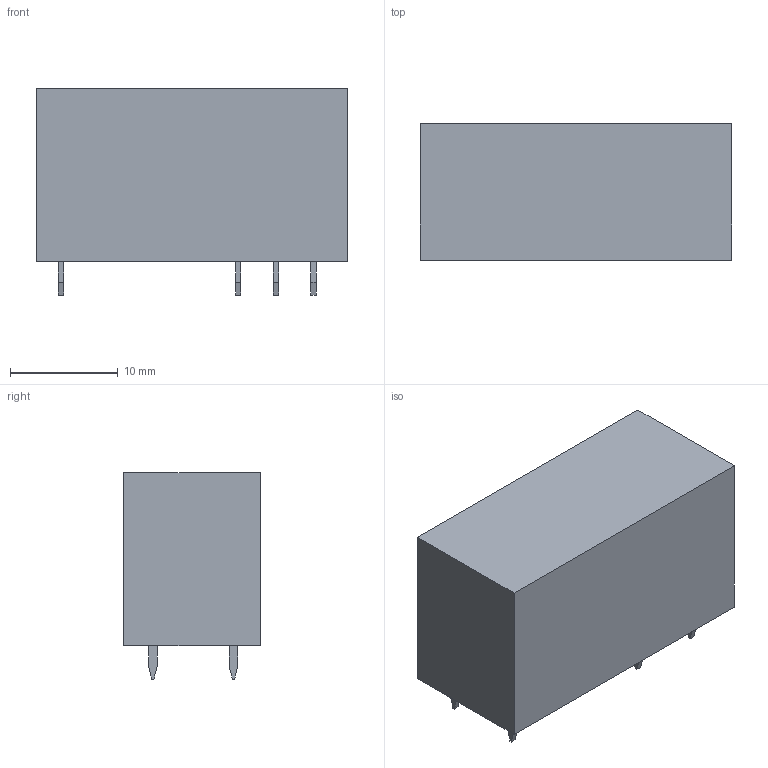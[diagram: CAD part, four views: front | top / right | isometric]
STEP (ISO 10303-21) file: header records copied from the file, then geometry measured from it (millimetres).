
FILE_DESCRIPTION (( 'STEP AP214' ), '1' );
FILE_NAME ('RELAY-TH_G2RL-1-DCXX.step', '2022-07-09T13:12:23', ( '' ), ( '' ), 'SwSTEP 2.0', 'SolidWorks 2020', '' );
FILE_SCHEMA (( 'AUTOMOTIVE_DESIGN' ));
Length unit declared in the file: millimetre
Products named in the file (1): RELAY-TH_G2RL-1-DCXX
Bounding box: 29 x 12.71 x 19.2 mm (x, y, z)
Volume: 5798.3 mm3; surface area: 2157.2 mm2
Topology: 6 solids, 6 shells, 334 faces, 885 edges, 590 vertices
Faces by surface type: plane 222, bspline 112
Entity records: 14567 total; most frequent: CARTESIAN_POINT 3914, ORIENTED_EDGE 1770, DIRECTION 1103, EDGE_CURVE 885, LINE 657, VECTOR 657, VERTEX_POINT 590, EDGE_LOOP 361
